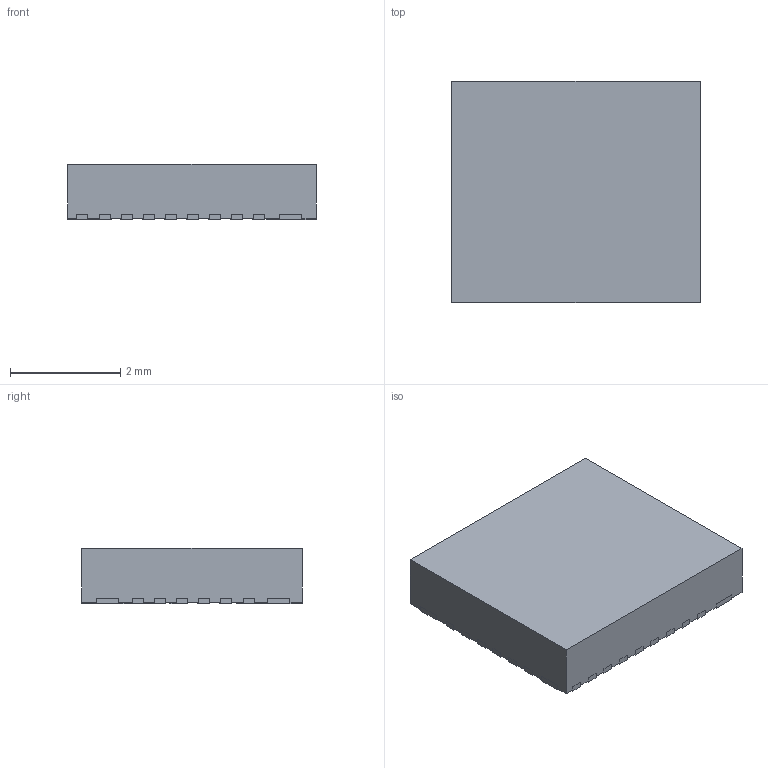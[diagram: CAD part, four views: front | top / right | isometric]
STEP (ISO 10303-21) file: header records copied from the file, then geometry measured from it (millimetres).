
FILE_DESCRIPTION((''),'2;1');
FILE_NAME('RPP0032A_ASM','2019-01-28T09:45:31',('a0412086'),(''),'CREO PARAMETRIC BY PTC INC, 2017110','CREO PARAMETRIC BY PTC INC, 2017110','');
FILE_SCHEMA(('AUTOMOTIVE_DESIGN { 1 0 10303 214 1 1 1 1 }'));
Length unit declared in the file: millimetre
Products named in the file (3): FRAME; MOLD; RPP0032A_ASM
Assembly tree (2 placements, depth 2):
  RPP0032A_ASM
    FRAME
    MOLD
Bounding box: 4.5 x 4 x 1 mm (x, y, z)
Volume: 17.7 mm3; surface area: 72.1 mm2
Topology: 33 solids, 33 shells, 674 faces, 1824 edges, 1216 vertices
Faces by surface type: plane 674
Entity records: 26954 total; most frequent: CARTESIAN_POINT 3753, ORIENTED_EDGE 3648, DIRECTION 3221, PRESENTATION_STYLE_ASSIGNMENT 1893, STYLED_ITEM 1857, VECTOR 1824, LINE 1824, CURVE_STYLE 1824
